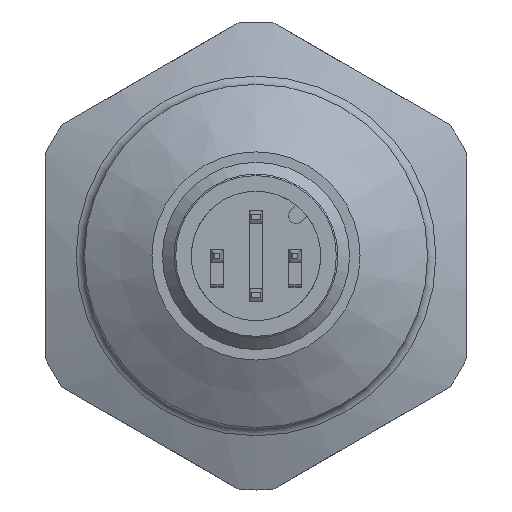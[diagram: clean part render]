
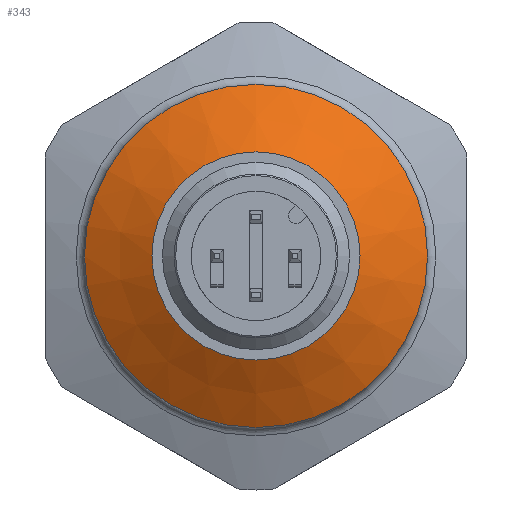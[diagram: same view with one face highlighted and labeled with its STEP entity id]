
A CAD part, front view. The second image highlights one B-rep face of the part: STEP entity #343.
In plain terms, the highlighted conical face has half-angle 60 degrees and reference radius 6.67 mm.
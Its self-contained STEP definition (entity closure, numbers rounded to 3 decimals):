
#343 = ADVANCED_FACE( '', ( #756, #757 ), #758, .T. );
#756 = FACE_OUTER_BOUND( '', #1226, .T. );
#757 = FACE_BOUND( '', #1227, .T. );
#758 = CONICAL_SURFACE( '', #1228, 6.67, 1.047 );
#1226 = EDGE_LOOP( '', ( #2143 ) );
#1227 = EDGE_LOOP( '', ( #2144 ) );
#1228 = AXIS2_PLACEMENT_3D( '', #2145, #2146, #2147 );
#2143 = ORIENTED_EDGE( '', *, *, #2946, .F. );
#2144 = ORIENTED_EDGE( '', *, *, #2718, .T. );
#2145 = CARTESIAN_POINT( '', ( 0., -58.1, 0. ) );
#2146 = DIRECTION( '', ( 0., 1., 0. ) );
#2147 = DIRECTION( '', ( 0., 0., 1. ) );
#2718 = EDGE_CURVE( '', #3268, #3268, #3269, .T. );
#2946 = EDGE_CURVE( '', #3613, #3613, #3614, .T. );
#3268 = VERTEX_POINT( '', #4034 );
#3269 = CIRCLE( '', #4035, 6.67 );
#3613 = VERTEX_POINT( '', #4576 );
#3614 = CIRCLE( '', #4577, 11. );
#4034 = CARTESIAN_POINT( '', ( 0., -58.1, 6.67 ) );
#4035 = AXIS2_PLACEMENT_3D( '', #4886, #4887, #4888 );
#4576 = CARTESIAN_POINT( '', ( 0., -55.6, 11. ) );
#4577 = AXIS2_PLACEMENT_3D( '', #5131, #5132, #5133 );
#4886 = CARTESIAN_POINT( '', ( 0., -58.1, 0. ) );
#4887 = DIRECTION( '', ( 0., 1., 0. ) );
#4888 = DIRECTION( '', ( 0., 0., 1. ) );
#5131 = CARTESIAN_POINT( '', ( 0., -55.6, 0. ) );
#5132 = DIRECTION( '', ( 0., 1., 0. ) );
#5133 = DIRECTION( '', ( 0., 0., 1. ) );
